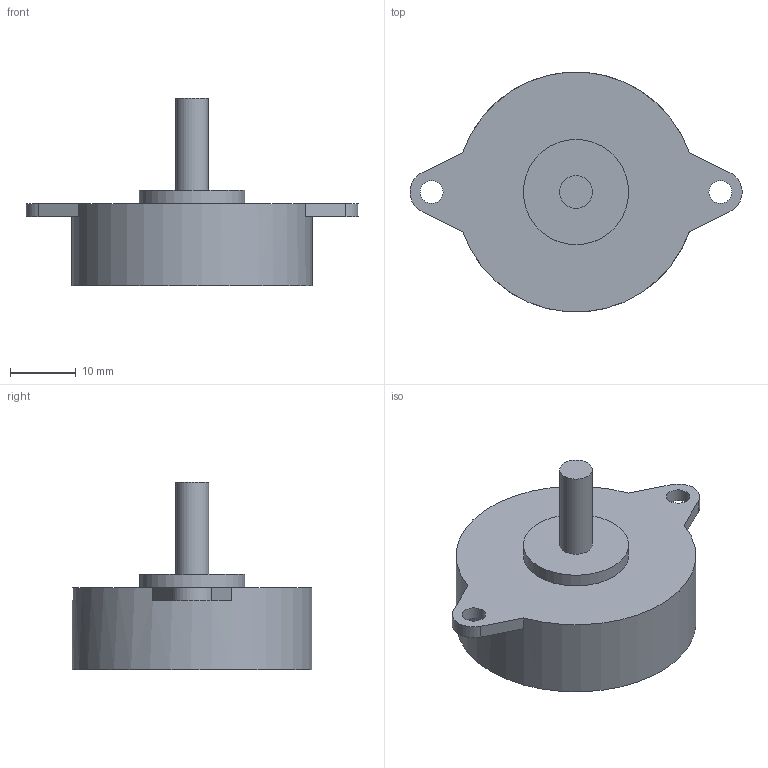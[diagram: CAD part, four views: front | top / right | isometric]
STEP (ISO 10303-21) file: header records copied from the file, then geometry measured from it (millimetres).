
FILE_DESCRIPTION(/* description */ ('STEP AP214'),/* implementation_level */ '2;1');
FILE_NAME(/* name */ '6570e86a48fc2760bbd3b020',/* time_stamp */ '2023-12-06T21:32:26Z',/* author */ (''),/* organization */ (''),/* preprocessor_version */ 'ST-DEVELOPER v19.4',/* originating_system */ ' ',/* authorisation */ ' ');
FILE_SCHEMA (('AUTOMOTIVE_DESIGN {1 0 10303 214 3 1 1}'));
Length unit declared in the file: metre
Products named in the file (1): Nema 14 Round stepper
Bounding box: 50.48 x 36.44 x 28.5 mm (x, y, z)
Volume: 13937.7 mm3; surface area: 4107.3 mm2
Topology: 1 solids, 1 shells, 17 faces, 40 edges, 27 vertices
Faces by surface type: plane 10, cylinder 7
Full cylindrical faces by diameter (mm): 3.5 x2, 5 x1, 16 x1, 36.5 x1
Entity records: 494 total; most frequent: DIRECTION 86, CARTESIAN_POINT 76, ORIENTED_EDGE 66, AXIS2_PLACEMENT_3D 35, EDGE_CURVE 33, EDGE_LOOP 28, FACE_BOUND 28, VERTEX_POINT 25
